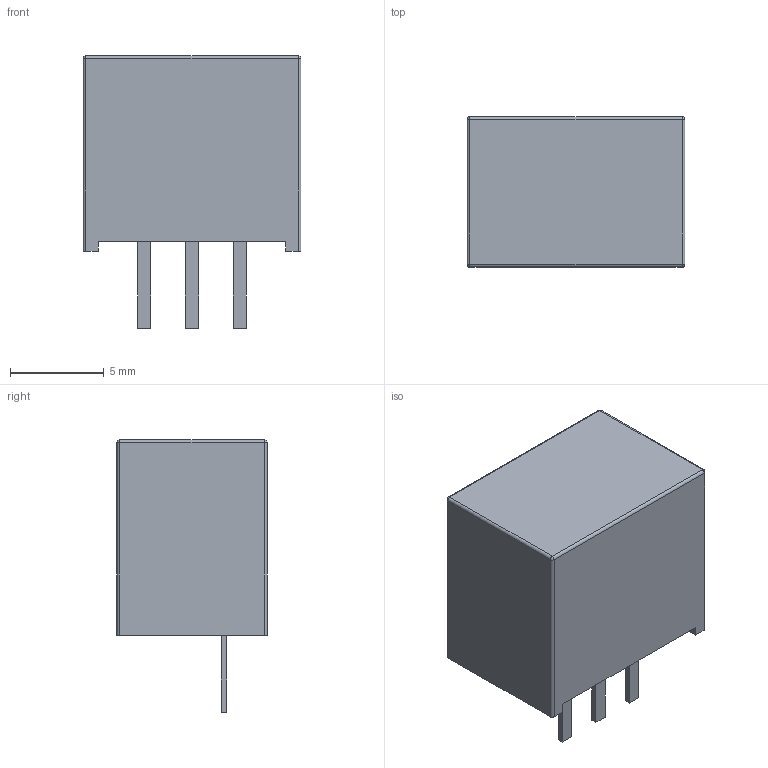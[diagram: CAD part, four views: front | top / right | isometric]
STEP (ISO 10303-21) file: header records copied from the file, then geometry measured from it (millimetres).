
FILE_DESCRIPTION (( 'STEP AP214' ), '1' );
FILE_NAME ('173010535.STEP', '2023-12-04T04:08:46', ( '' ), ( '' ), 'SwSTEP 2.0', 'SolidWorks 2022', '' );
FILE_SCHEMA (( 'AUTOMOTIVE_DESIGN' ));
Length unit declared in the file: millimetre
Products named in the file (1): 173010535
Bounding box: 11.6 x 8 x 14.5 mm (x, y, z)
Volume: 927.6 mm3; surface area: 613.6 mm2
Topology: 1 solids, 1 shells, 37 faces, 88 edges, 52 vertices
Faces by surface type: plane 25, cylinder 8, sphere 4
Entity records: 1217 total; most frequent: DIRECTION 176, CARTESIAN_POINT 174, ORIENTED_EDGE 168, EDGE_CURVE 84, VECTOR 68, LINE 68, AXIS2_PLACEMENT_3D 54, VERTEX_POINT 52
